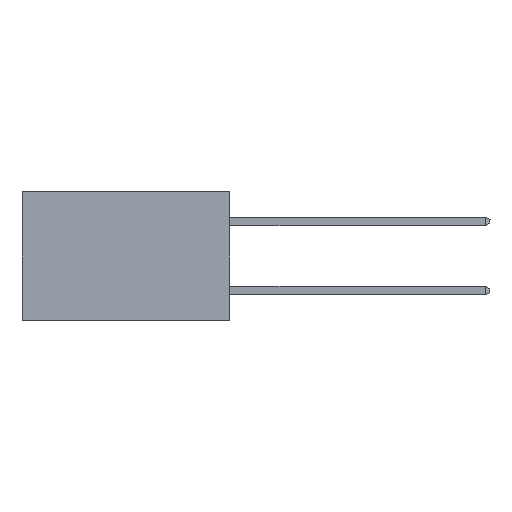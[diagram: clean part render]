
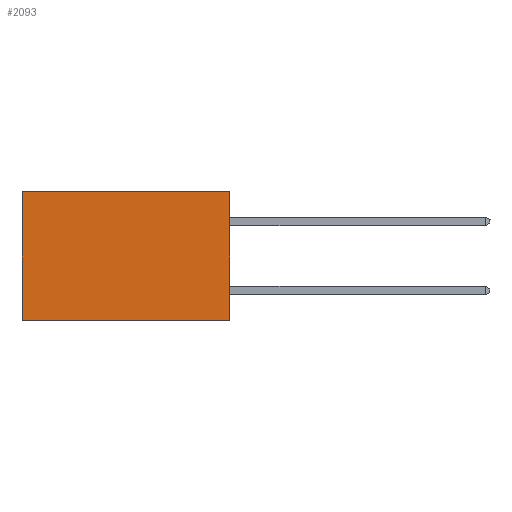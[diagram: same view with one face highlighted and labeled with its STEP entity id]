
A CAD part, left-side view. The second image highlights one B-rep face of the part: STEP entity #2093.
In plain terms, the highlighted planar face has unit normal (-1, 0, 0).
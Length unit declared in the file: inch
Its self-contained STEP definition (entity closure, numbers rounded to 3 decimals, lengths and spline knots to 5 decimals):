
#487 = VECTOR ( 'NONE', #3002, 39.37008 ) ;
#712 = VECTOR ( 'NONE', #4891, 39.37008 ) ;
#859 = ORIENTED_EDGE ( 'NONE', *, *, #9121, .T. ) ;
#915 = DIRECTION ( 'NONE',  ( 0., 0., -1. ) ) ;
#1563 = VERTEX_POINT ( 'NONE', #6553 ) ;
#1587 = ORIENTED_EDGE ( 'NONE', *, *, #9554, .F. ) ;
#2085 = ORIENTED_EDGE ( 'NONE', *, *, #6748, .T. ) ;
#2093 = ADVANCED_FACE ( 'NONE', ( #10773 ), #9782, .F. ) ;
#3002 = DIRECTION ( 'NONE',  ( 0., 0., -1. ) ) ;
#3111 = CARTESIAN_POINT ( 'NONE',  ( 0.2615, 0., -0.37 ) ) ;
#3940 = LINE ( 'NONE', #8456, #487 ) ;
#4551 = VERTEX_POINT ( 'NONE', #5547 ) ;
#4696 = EDGE_CURVE ( 'NONE', #9990, #1563, #9854, .T. ) ;
#4803 = ORIENTED_EDGE ( 'NONE', *, *, #4696, .F. ) ;
#4891 = DIRECTION ( 'NONE',  ( 0., 1., 0. ) ) ;
#5032 = VERTEX_POINT ( 'NONE', #7603 ) ;
#5547 = CARTESIAN_POINT ( 'NONE',  ( 0.2615, 0.6, 0. ) ) ;
#5726 = VECTOR ( 'NONE', #13164, 39.37008 ) ;
#6255 = LINE ( 'NONE', #10561, #712 ) ;
#6553 = CARTESIAN_POINT ( 'NONE',  ( 0.2615, 0., -0.37 ) ) ;
#6609 = CARTESIAN_POINT ( 'NONE',  ( 0.2615, 0., -0.37 ) ) ;
#6748 = EDGE_CURVE ( 'NONE', #4551, #5032, #3940, .T. ) ;
#7489 = DIRECTION ( 'NONE',  ( 1., 0., 0. ) ) ;
#7603 = CARTESIAN_POINT ( 'NONE',  ( 0.2615, 0.6, -0.37 ) ) ;
#8385 = CARTESIAN_POINT ( 'NONE',  ( 0.2615, 0., -0.37 ) ) ;
#8456 = CARTESIAN_POINT ( 'NONE',  ( 0.2615, 0.6, -0.37 ) ) ;
#8560 = EDGE_LOOP ( 'NONE', ( #2085, #1587, #4803, #859 ) ) ;
#9121 = EDGE_CURVE ( 'NONE', #9990, #4551, #6255, .T. ) ;
#9336 = LINE ( 'NONE', #8385, #12005 ) ;
#9554 = EDGE_CURVE ( 'NONE', #1563, #5032, #9336, .T. ) ;
#9782 = PLANE ( 'NONE',  #9804 ) ;
#9804 = AXIS2_PLACEMENT_3D ( 'NONE', #3111, #7489, #915 ) ;
#9854 = LINE ( 'NONE', #6609, #5726 ) ;
#9990 = VERTEX_POINT ( 'NONE', #10435 ) ;
#10435 = CARTESIAN_POINT ( 'NONE',  ( 0.2615, 0., 0. ) ) ;
#10561 = CARTESIAN_POINT ( 'NONE',  ( 0.2615, 0., 0. ) ) ;
#10773 = FACE_OUTER_BOUND ( 'NONE', #8560, .T. ) ;
#12005 = VECTOR ( 'NONE', #12774, 39.37008 ) ;
#12774 = DIRECTION ( 'NONE',  ( 0., 1., 0. ) ) ;
#13164 = DIRECTION ( 'NONE',  ( 0., 0., -1. ) ) ;
